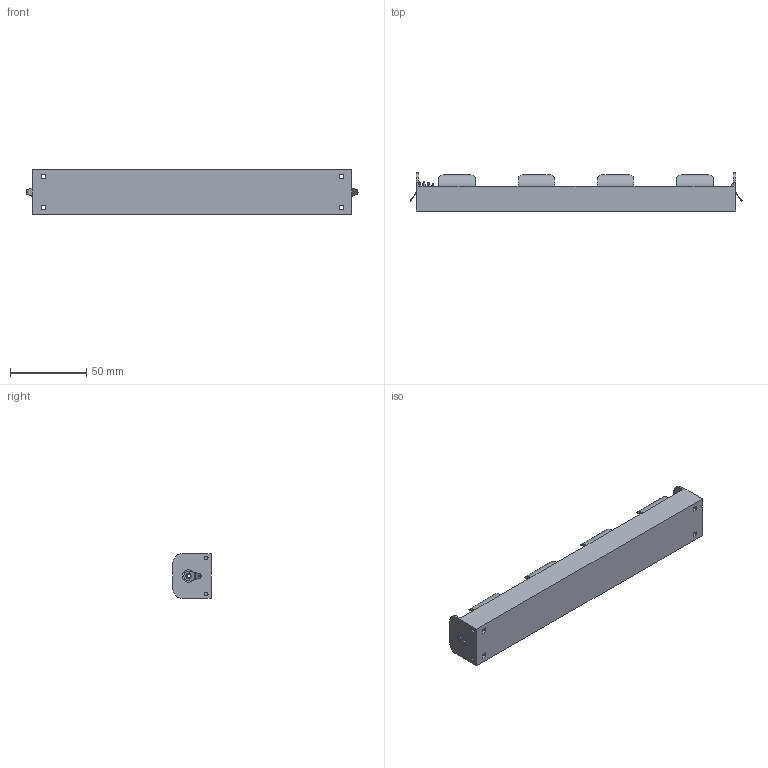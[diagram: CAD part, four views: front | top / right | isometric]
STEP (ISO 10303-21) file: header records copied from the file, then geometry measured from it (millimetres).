
FILE_DESCRIPTION (( 'STEP AP214' ), '1' );
FILE_NAME ('BH14CL.STEP', '2019-11-19T06:43:40', ( '' ), ( '' ), 'SwSTEP 2.0', 'SolidWorks 2017', '' );
FILE_SCHEMA (( 'AUTOMOTIVE_DESIGN' ));
Length unit declared in the file: millimetre
Products named in the file (1): BH14CL
Bounding box: 217.56 x 25 x 29.4 mm (x, y, z)
Volume: 26154.8 mm3; surface area: 31854.7 mm2
Topology: 5 solids, 5 shells, 235 faces, 616 edges, 389 vertices
Faces by surface type: plane 119, cylinder 86, torus 26, bspline 4
Entity records: 9663 total; most frequent: CARTESIAN_POINT 3754, ORIENTED_EDGE 1228, DIRECTION 1213, EDGE_CURVE 614, AXIS2_PLACEMENT_3D 435, VERTEX_POINT 388, VECTOR 343, LINE 343
